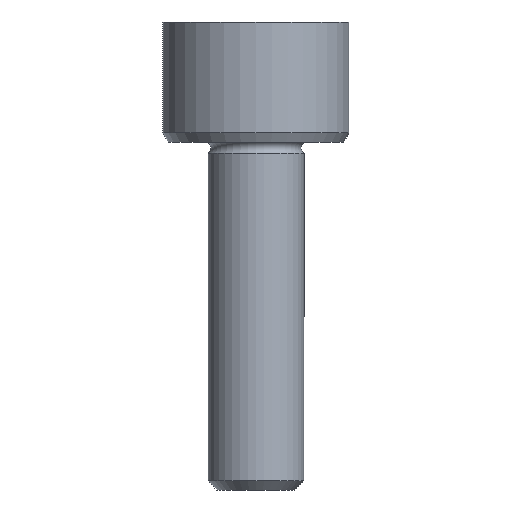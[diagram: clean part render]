
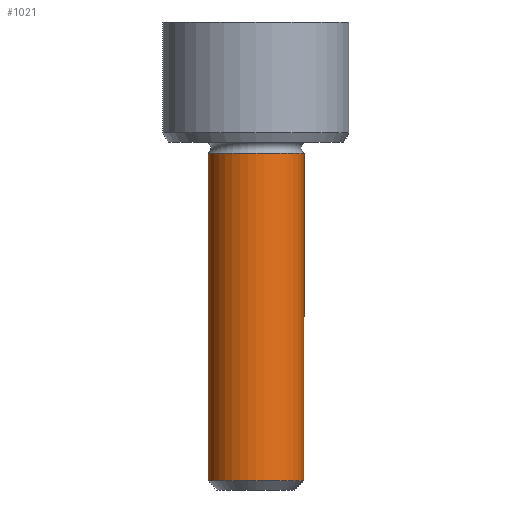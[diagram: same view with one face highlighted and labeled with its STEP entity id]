
A CAD part, front view. The second image highlights one B-rep face of the part: STEP entity #1021.
In plain terms, the highlighted cylindrical face has radius 0.8 mm (diameter 1.6 mm), a full revolution.
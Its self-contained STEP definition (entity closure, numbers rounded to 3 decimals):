
#16=CYLINDRICAL_SURFACE('',#1084,0.8);
#32=CIRCLE('',#1083,0.8);
#33=CIRCLE('',#1085,0.8);
#34=CIRCLE('',#1086,0.8);
#117=FACE_OUTER_BOUND('',#178,.T.);
#178=EDGE_LOOP('',(#921,#922,#923,#924,#925));
#266=LINE('',#1987,#350);
#350=VECTOR('',#1253,0.8);
#495=VERTEX_POINT('',#1979);
#496=VERTEX_POINT('',#1983);
#497=VERTEX_POINT('',#1984);
#638=EDGE_CURVE('',#495,#495,#32,.T.);
#640=EDGE_CURVE('',#496,#497,#33,.T.);
#641=EDGE_CURVE('',#497,#496,#34,.T.);
#642=EDGE_CURVE('',#497,#495,#266,.T.);
#921=ORIENTED_EDGE('',*,*,#640,.F.);
#922=ORIENTED_EDGE('',*,*,#641,.F.);
#923=ORIENTED_EDGE('',*,*,#642,.T.);
#924=ORIENTED_EDGE('',*,*,#638,.T.);
#925=ORIENTED_EDGE('',*,*,#642,.F.);
#1021=ADVANCED_FACE('',(#117),#16,.T.);
#1083=AXIS2_PLACEMENT_3D('',#1980,#1244,#1245);
#1084=AXIS2_PLACEMENT_3D('',#1982,#1247,#1248);
#1085=AXIS2_PLACEMENT_3D('',#1985,#1249,#1250);
#1086=AXIS2_PLACEMENT_3D('',#1986,#1251,#1252);
#1244=DIRECTION('center_axis',(0.,0.,1.));
#1245=DIRECTION('ref_axis',(0.,-1.,0.));
#1247=DIRECTION('center_axis',(0.,0.,1.));
#1248=DIRECTION('ref_axis',(0.,-1.,0.));
#1249=DIRECTION('center_axis',(0.,0.,1.));
#1250=DIRECTION('ref_axis',(0.,-1.,0.));
#1251=DIRECTION('center_axis',(0.,0.,1.));
#1252=DIRECTION('ref_axis',(0.,-1.,0.));
#1253=DIRECTION('',(0.,0.,-1.));
#1979=CARTESIAN_POINT('',(0.,0.8,-5.65));
#1980=CARTESIAN_POINT('Origin',(0.,0.,-5.65));
#1982=CARTESIAN_POINT('Origin',(0.,0.,-2.918));
#1983=CARTESIAN_POINT('',(-0.8,0.,-0.187));
#1984=CARTESIAN_POINT('',(0.,0.8,-0.187));
#1985=CARTESIAN_POINT('Origin',(0.,0.,-0.187));
#1986=CARTESIAN_POINT('Origin',(0.,0.,-0.187));
#1987=CARTESIAN_POINT('',(0.,0.8,-2.918));
